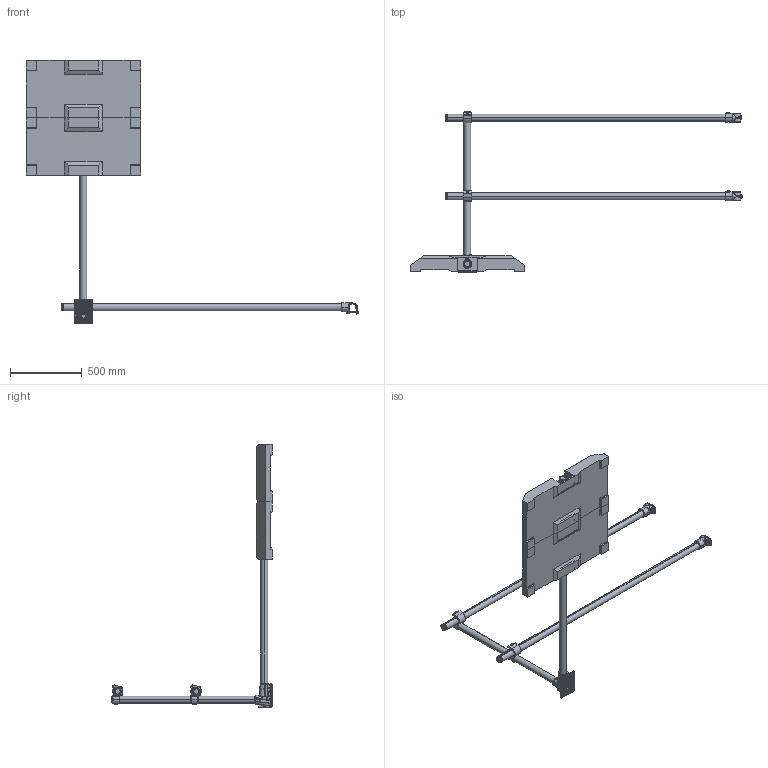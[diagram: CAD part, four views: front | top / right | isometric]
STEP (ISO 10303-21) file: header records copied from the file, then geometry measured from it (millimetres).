
FILE_DESCRIPTION (( 'STEP AP203' ), '1' );
FILE_NAME ('0529342200.STEP', '2024-07-02T11:49:29', ( '' ), ( '' ), 'SwSTEP 2.0', 'SolidWorks 2022', '' );
FILE_SCHEMA (( 'CONFIG_CONTROL_DESIGN' ));
Length unit declared in the file: metre
Products named in the file (1): 0529342200
Bounding box: 2313 x 1117.25 x 1834.15 mm (x, y, z)
Volume: 56386785.3 mm3; surface area: 4163060.5 mm2
Topology: 36 solids, 36 shells, 2149 faces, 5048 edges, 3181 vertices
Faces by surface type: plane 930, cylinder 746, bspline 186, torus 143, cone 105, sphere 39
Entity records: 80190 total; most frequent: CARTESIAN_POINT 31181, DIRECTION 10199, ORIENTED_EDGE 10012, EDGE_CURVE 5006, AXIS2_PLACEMENT_3D 3863, VERTEX_POINT 3181, EDGE_LOOP 2511, LINE 2473
